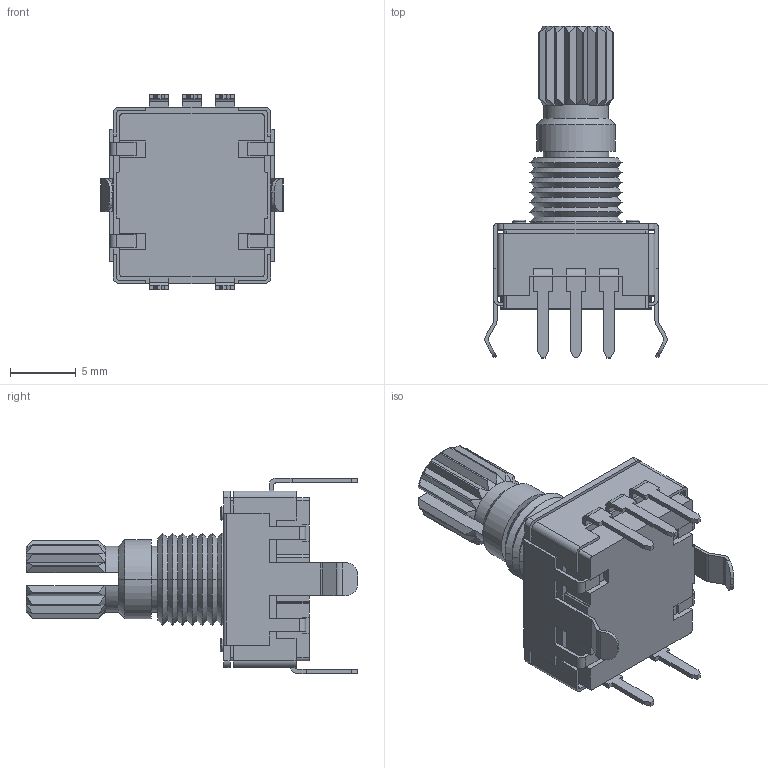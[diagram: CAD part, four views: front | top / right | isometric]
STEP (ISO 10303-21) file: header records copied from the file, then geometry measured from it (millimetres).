
FILE_DESCRIPTION((''),'2;1');
FILE_NAME('PEC11R-4215K_L13-8_W12-4_H21-5','2019-01-15T',('Dragos'),(''),'PRO/ENGINEER BY PARAMETRIC TECHNOLOGY CORPORATION, 2004440','PRO/ENGINEER BY PARAMETRIC TECHNOLOGY CORPORATION, 2004440','');
FILE_SCHEMA(('AUTOMOTIVE_DESIGN { 1 0 10303 214 1 1 1 1 }'));
Length unit declared in the file: millimetre
Products named in the file (1): PEC11R-4215K_L13-8_W12-4_H21-5
Bounding box: 13.86 x 25.2 x 14.85 mm (x, y, z)
Volume: 1400.9 mm3; surface area: 1381.7 mm2
Topology: 1 solids, 1 shells, 413 faces, 1131 edges, 732 vertices
Faces by surface type: plane 253, cylinder 92, cone 60, torus 8
Entity records: 17684 total; most frequent: CARTESIAN_POINT 2464, ORIENTED_EDGE 2248, DIRECTION 2163, PRESENTATION_STYLE_ASSIGNMENT 1234, STYLED_ITEM 1133, CURVE_STYLE 1132, EDGE_CURVE 1124, VECTOR 783
